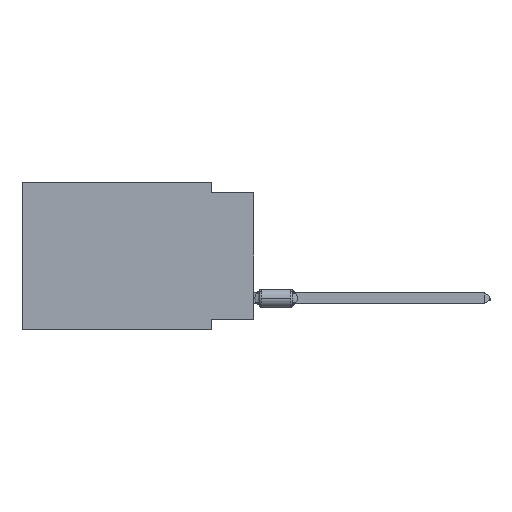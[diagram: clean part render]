
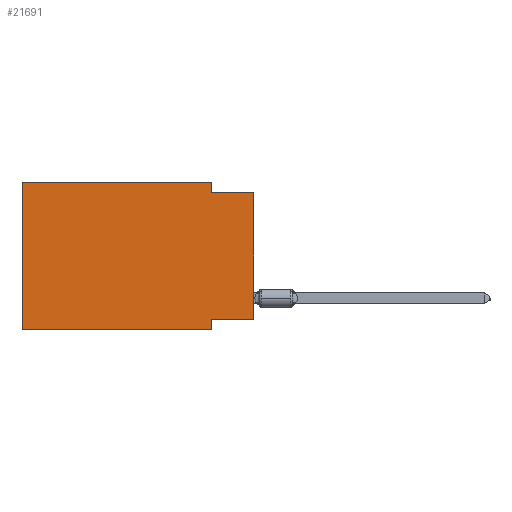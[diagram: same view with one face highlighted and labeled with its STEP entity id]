
A CAD part, left-side view. The second image highlights one B-rep face of the part: STEP entity #21691.
In plain terms, the highlighted planar face has unit normal (-1, 0, 0).
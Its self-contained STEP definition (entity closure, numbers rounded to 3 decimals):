
#402 = EDGE_CURVE ( 'NONE', #17804, #28782, #22588, .T. ) ;
#1031 = CARTESIAN_POINT ( 'NONE',  ( 0., 0., -0.635 ) ) ;
#2255 = EDGE_LOOP ( 'NONE', ( #19575, #24606, #7888, #29903, #27596, #22312, #28859, #7716 ) ) ;
#2962 = CARTESIAN_POINT ( 'NONE',  ( 0., 0., -8.255 ) ) ;
#3049 = VERTEX_POINT ( 'NONE', #6749 ) ;
#3517 = VECTOR ( 'NONE', #33930, 1000. ) ;
#5286 = CARTESIAN_POINT ( 'NONE',  ( 0., 2.54, 0. ) ) ;
#6310 = CARTESIAN_POINT ( 'NONE',  ( 0., 2.54, -8.89 ) ) ;
#6749 = CARTESIAN_POINT ( 'NONE',  ( 0., 13.97, -8.89 ) ) ;
#7097 = CARTESIAN_POINT ( 'NONE',  ( 0., 0., 0. ) ) ;
#7295 = LINE ( 'NONE', #20282, #10378 ) ;
#7716 = ORIENTED_EDGE ( 'NONE', *, *, #33258, .F. ) ;
#7888 = ORIENTED_EDGE ( 'NONE', *, *, #402, .F. ) ;
#9053 = EDGE_CURVE ( 'NONE', #3049, #25747, #41961, .T. ) ;
#9606 = VECTOR ( 'NONE', #14236, 1000. ) ;
#10378 = VECTOR ( 'NONE', #33499, 1000. ) ;
#10799 = EDGE_CURVE ( 'NONE', #34896, #25747, #19314, .T. ) ;
#10936 = DIRECTION ( 'NONE',  ( 0., 0., 1. ) ) ;
#12500 = CARTESIAN_POINT ( 'NONE',  ( 0., 13.97, -8.89 ) ) ;
#13044 = VECTOR ( 'NONE', #22878, 1000. ) ;
#13391 = AXIS2_PLACEMENT_3D ( 'NONE', #24293, #21905, #17591 ) ;
#13424 = VERTEX_POINT ( 'NONE', #35302 ) ;
#14236 = DIRECTION ( 'NONE',  ( 0., 0., 1. ) ) ;
#14588 = CARTESIAN_POINT ( 'NONE',  ( 0., 2.54, -8.255 ) ) ;
#16630 = CARTESIAN_POINT ( 'NONE',  ( 0., 13.97, 0. ) ) ;
#17053 = LINE ( 'NONE', #33716, #3517 ) ;
#17591 = DIRECTION ( 'NONE',  ( 0., 0., -1. ) ) ;
#17634 = EDGE_CURVE ( 'NONE', #3049, #13424, #17859, .T. ) ;
#17804 = VERTEX_POINT ( 'NONE', #5286 ) ;
#17859 = LINE ( 'NONE', #16630, #30306 ) ;
#18538 = EDGE_CURVE ( 'NONE', #33107, #20254, #30477, .T. ) ;
#18625 = EDGE_CURVE ( 'NONE', #28782, #20254, #30701, .T. ) ;
#19314 = LINE ( 'NONE', #6310, #34600 ) ;
#19575 = ORIENTED_EDGE ( 'NONE', *, *, #18538, .T. ) ;
#20254 = VERTEX_POINT ( 'NONE', #37097 ) ;
#20282 = CARTESIAN_POINT ( 'NONE',  ( 0., 0., -8.255 ) ) ;
#21686 = PLANE ( 'NONE',  #13391 ) ;
#21691 = ADVANCED_FACE ( 'NONE', ( #31448 ), #21686, .F. ) ;
#21905 = DIRECTION ( 'NONE',  ( 1., 0., 0. ) ) ;
#22312 = ORIENTED_EDGE ( 'NONE', *, *, #9053, .T. ) ;
#22588 = LINE ( 'NONE', #35814, #38935 ) ;
#22878 = DIRECTION ( 'NONE',  ( 0., -1., 0. ) ) ;
#24293 = CARTESIAN_POINT ( 'NONE',  ( 0., 13.97, 0. ) ) ;
#24606 = ORIENTED_EDGE ( 'NONE', *, *, #18625, .F. ) ;
#25058 = EDGE_CURVE ( 'NONE', #13424, #17804, #17053, .T. ) ;
#25747 = VERTEX_POINT ( 'NONE', #29266 ) ;
#26599 = DIRECTION ( 'NONE',  ( 0., -1., 0. ) ) ;
#27596 = ORIENTED_EDGE ( 'NONE', *, *, #17634, .F. ) ;
#28210 = CARTESIAN_POINT ( 'NONE',  ( 0., 2.54, -0.635 ) ) ;
#28782 = VERTEX_POINT ( 'NONE', #28210 ) ;
#28859 = ORIENTED_EDGE ( 'NONE', *, *, #10799, .F. ) ;
#29266 = CARTESIAN_POINT ( 'NONE',  ( 0., 2.54, -8.89 ) ) ;
#29903 = ORIENTED_EDGE ( 'NONE', *, *, #25058, .F. ) ;
#30306 = VECTOR ( 'NONE', #10936, 1000. ) ;
#30477 = LINE ( 'NONE', #7097, #9606 ) ;
#30701 = LINE ( 'NONE', #1031, #41431 ) ;
#31448 = FACE_OUTER_BOUND ( 'NONE', #2255, .T. ) ;
#32742 = DIRECTION ( 'NONE',  ( 0., 0., -1. ) ) ;
#33107 = VERTEX_POINT ( 'NONE', #2962 ) ;
#33258 = EDGE_CURVE ( 'NONE', #33107, #34896, #7295, .T. ) ;
#33499 = DIRECTION ( 'NONE',  ( 0., 1., 0. ) ) ;
#33716 = CARTESIAN_POINT ( 'NONE',  ( 0., 13.97, 0. ) ) ;
#33930 = DIRECTION ( 'NONE',  ( 0., -1., 0. ) ) ;
#34600 = VECTOR ( 'NONE', #32742, 1000. ) ;
#34896 = VERTEX_POINT ( 'NONE', #14588 ) ;
#35302 = CARTESIAN_POINT ( 'NONE',  ( 0., 13.97, 0. ) ) ;
#35814 = CARTESIAN_POINT ( 'NONE',  ( 0., 2.54, 0. ) ) ;
#37097 = CARTESIAN_POINT ( 'NONE',  ( 0., 0., -0.635 ) ) ;
#38935 = VECTOR ( 'NONE', #41646, 1000. ) ;
#41431 = VECTOR ( 'NONE', #26599, 1000. ) ;
#41646 = DIRECTION ( 'NONE',  ( 0., 0., -1. ) ) ;
#41961 = LINE ( 'NONE', #12500, #13044 ) ;
